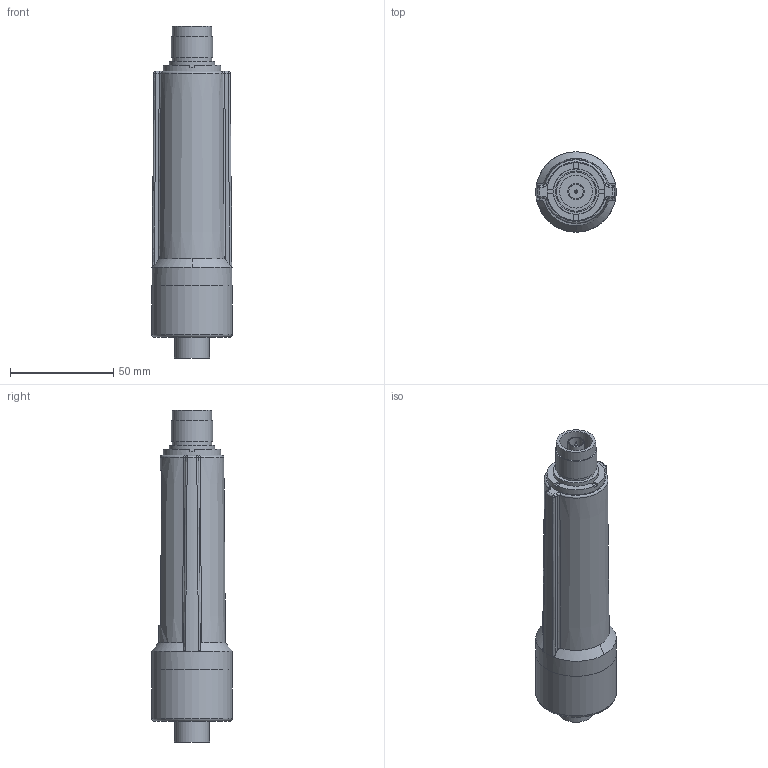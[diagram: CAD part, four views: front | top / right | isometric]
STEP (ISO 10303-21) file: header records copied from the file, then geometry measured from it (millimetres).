
FILE_DESCRIPTION(('FreeCAD Model'),'2;1');
FILE_NAME('Open CASCADE Shape Model','2022-12-03T19:15:59',(''),(''), 'Open CASCADE STEP processor 7.5','FreeCAD','Unknown');
FILE_SCHEMA(('AUTOMOTIVE_DESIGN { 1 0 10303 214 1 1 1 1 }'));
Length unit declared in the file: millimetre
Products named in the file (4): Sin_nombre; Body; Body001; Body002
Assembly tree (3 placements, depth 2):
  Sin_nombre
    Body
    Body001
    Body002
Bounding box: 39 x 39 x 161 mm (x, y, z)
Volume: 113849.5 mm3; surface area: 27488.1 mm2
Topology: 3 solids, 3 shells, 95 faces, 215 edges, 136 vertices
Faces by surface type: plane 43, bspline 28, cylinder 15, cone 6, torus 3
Full cylindrical faces by diameter (mm): 1.5 x1, 7 x1, 8 x1, 14 x1, 16 x1, 17 x1, 19 x2, 20 x1, 22 x1, 28 x1, 35 x1, 37 x1, 39 x2
Entity records: 5630 total; most frequent: CARTESIAN_POINT 3622, ORIENTED_EDGE 426, DIRECTION 352, EDGE_CURVE 213, AXIS2_PLACEMENT_3D 139, VERTEX_POINT 136, FACE_BOUND 109, EDGE_LOOP 109
